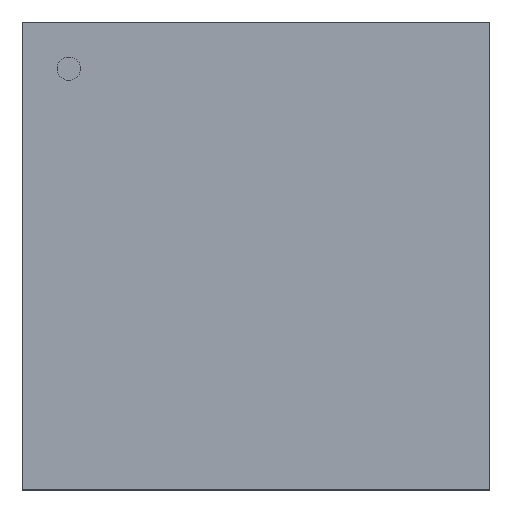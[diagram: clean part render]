
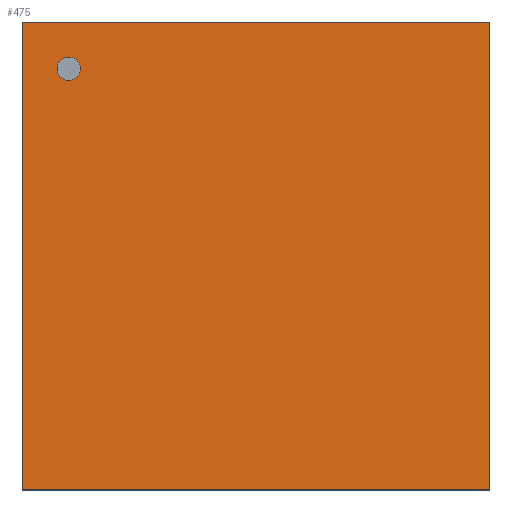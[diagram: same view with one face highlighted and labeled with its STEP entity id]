
A CAD part, top view. The second image highlights one B-rep face of the part: STEP entity #475.
In plain terms, the highlighted planar face has unit normal (0, 0, 1).
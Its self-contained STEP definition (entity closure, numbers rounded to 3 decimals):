
#475=ADVANCED_FACE($,(#481),#476,.F.);
#476=PLANE($,#477);
#477=AXIS2_PLACEMENT_3D($,#478,#479,#480);
#478=CARTESIAN_POINT('Origin',(-0.8,-0.8,0.584));
#479=DIRECTION('center_axis',(0.0,0.0,-1.0));
#480=DIRECTION('ref_axis',(0.,1.,0.));
#481=FACE_OUTER_BOUND($,#482,.T.);
#482=EDGE_LOOP($,(#483,#493,#503,#513));
#483=ORIENTED_EDGE($,*,*,#484,.F.);
#484=EDGE_CURVE($,#485,#487,#489,.T.);
#485=VERTEX_POINT($,#486);
#486=CARTESIAN_POINT('',(0.8,-0.8,0.584));
#487=VERTEX_POINT($,#488);
#488=CARTESIAN_POINT('',(-0.8,-0.8,0.584));
#489=LINE($,#490,#491);
#490=CARTESIAN_POINT($,(0.8,-0.8,0.584));
#491=VECTOR($,#492,1.6);
#492=DIRECTION($,(-1.0,0.0,0.0));
#493=ORIENTED_EDGE($,*,*,#494,.F.);
#494=EDGE_CURVE($,#495,#497,#499,.T.);
#495=VERTEX_POINT($,#496);
#496=CARTESIAN_POINT('',(0.8,0.8,0.584));
#497=VERTEX_POINT($,#486);
#499=LINE($,#500,#501);
#500=CARTESIAN_POINT($,(0.8,0.8,0.584));
#501=VECTOR($,#502,1.6);
#502=DIRECTION($,(0.0,-1.0,0.0));
#503=ORIENTED_EDGE($,*,*,#504,.F.);
#504=EDGE_CURVE($,#505,#507,#509,.T.);
#505=VERTEX_POINT($,#506);
#506=CARTESIAN_POINT('',(-0.8,0.8,0.584));
#507=VERTEX_POINT($,#496);
#509=LINE($,#510,#511);
#510=CARTESIAN_POINT($,(-0.8,0.8,0.584));
#511=VECTOR($,#512,1.6);
#512=DIRECTION($,(1.0,0.0,0.0));
#513=ORIENTED_EDGE($,*,*,#514,.F.);
#514=EDGE_CURVE($,#515,#517,#519,.T.);
#515=VERTEX_POINT($,#488);
#517=VERTEX_POINT($,#506);
#519=LINE($,#520,#521);
#520=CARTESIAN_POINT($,(-0.8,-0.8,0.584));
#521=VECTOR($,#522,1.6);
#522=DIRECTION($,(0.0,1.0,0.0));
